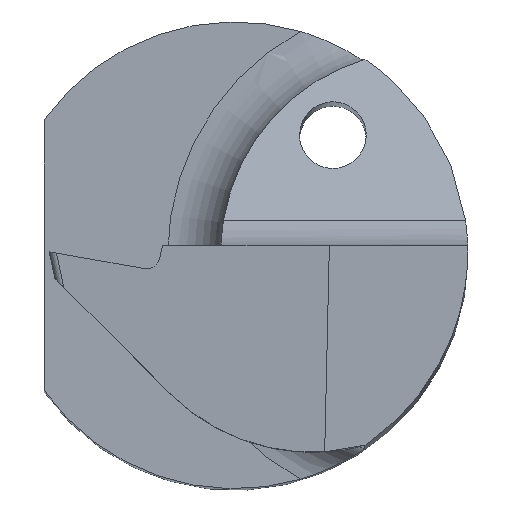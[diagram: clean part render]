
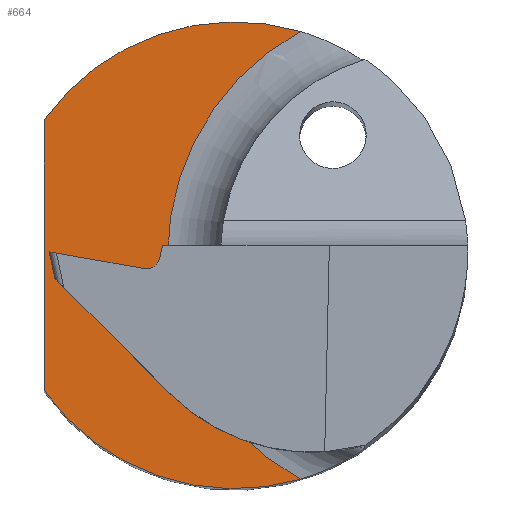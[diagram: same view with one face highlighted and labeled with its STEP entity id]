
A CAD part, top view. The second image highlights one B-rep face of the part: STEP entity #664.
In plain terms, the highlighted planar face has unit normal (0, 0, 1).
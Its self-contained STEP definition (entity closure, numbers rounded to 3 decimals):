
#5 = CARTESIAN_POINT ( 'NONE',  ( 0.325, -0.054, 15. ) ) ;
#19 = EDGE_CURVE ( 'NONE', #104, #857, #726, .T. ) ;
#37 = LINE ( 'NONE', #551, #465 ) ;
#44 = EDGE_CURVE ( 'NONE', #857, #588, #348, .T. ) ;
#80 = FACE_OUTER_BOUND ( 'NONE', #738, .T. ) ;
#83 = VERTEX_POINT ( 'NONE', #172 ) ;
#89 = CARTESIAN_POINT ( 'NONE',  ( 0.99, -3.357, 15. ) ) ;
#94 = DIRECTION ( 'NONE',  ( 0., 1., 0. ) ) ;
#104 = VERTEX_POINT ( 'NONE', #925 ) ;
#133 = ORIENTED_EDGE ( 'NONE', *, *, #858, .F. ) ;
#143 = DIRECTION ( 'NONE',  ( 0., 0., 1. ) ) ;
#158 = EDGE_CURVE ( 'NONE', #83, #104, #335, .T. ) ;
#172 = CARTESIAN_POINT ( 'NONE',  ( -2.85, 2.032, 15. ) ) ;
#202 = DIRECTION ( 'NONE',  ( 0., 0., 1. ) ) ;
#222 = AXIS2_PLACEMENT_3D ( 'NONE', #670, #143, #272 ) ;
#228 = DIRECTION ( 'NONE',  ( 0., 0., -1. ) ) ;
#271 = EDGE_CURVE ( 'NONE', #588, #598, #884, .T. ) ;
#272 = DIRECTION ( 'NONE',  ( -1., 0., 0. ) ) ;
#285 = ORIENTED_EDGE ( 'NONE', *, *, #44, .F. ) ;
#299 = DIRECTION ( 'NONE',  ( 0., 0., 1. ) ) ;
#313 = CARTESIAN_POINT ( 'NONE',  ( -1., 0., 15. ) ) ;
#335 = CIRCLE ( 'NONE', #906, 3.5 ) ;
#348 = CIRCLE ( 'NONE', #923, 3.827 ) ;
#349 = AXIS2_PLACEMENT_3D ( 'NONE', #5, #299, #537 ) ;
#374 = PLANE ( 'NONE',  #349 ) ;
#456 = CARTESIAN_POINT ( 'NONE',  ( 0., 0., 15. ) ) ;
#465 = VECTOR ( 'NONE', #94, 1000. ) ;
#469 = DIRECTION ( 'NONE',  ( -1., 0., 0. ) ) ;
#487 = ORIENTED_EDGE ( 'NONE', *, *, #19, .F. ) ;
#537 = DIRECTION ( 'NONE',  ( -1., 0., 0. ) ) ;
#551 = CARTESIAN_POINT ( 'NONE',  ( -2.85, 2.032, 15. ) ) ;
#588 = VERTEX_POINT ( 'NONE', #89 ) ;
#598 = VERTEX_POINT ( 'NONE', #667 ) ;
#661 = DIRECTION ( 'NONE',  ( -1., 0., 0. ) ) ;
#664 = ADVANCED_FACE ( 'NONE', ( #80 ), #374, .T. ) ;
#667 = CARTESIAN_POINT ( 'NONE',  ( -2.85, -2.032, 15. ) ) ;
#670 = CARTESIAN_POINT ( 'NONE',  ( 2.827, 0., 15. ) ) ;
#675 = ORIENTED_EDGE ( 'NONE', *, *, #158, .F. ) ;
#726 = CIRCLE ( 'NONE', #222, 3.827 ) ;
#738 = EDGE_LOOP ( 'NONE', ( #675, #133, #938, #285, #487 ) ) ;
#752 = DIRECTION ( 'NONE',  ( 0., 0., -1. ) ) ;
#824 = AXIS2_PLACEMENT_3D ( 'NONE', #456, #752, #910 ) ;
#857 = VERTEX_POINT ( 'NONE', #313 ) ;
#858 = EDGE_CURVE ( 'NONE', #598, #83, #37, .T. ) ;
#881 = CARTESIAN_POINT ( 'NONE',  ( 2.827, 0., 15. ) ) ;
#884 = CIRCLE ( 'NONE', #824, 3.5 ) ;
#906 = AXIS2_PLACEMENT_3D ( 'NONE', #977, #228, #469 ) ;
#910 = DIRECTION ( 'NONE',  ( -1., 0., 0. ) ) ;
#923 = AXIS2_PLACEMENT_3D ( 'NONE', #881, #202, #661 ) ;
#925 = CARTESIAN_POINT ( 'NONE',  ( 0.99, 3.357, 15. ) ) ;
#938 = ORIENTED_EDGE ( 'NONE', *, *, #271, .F. ) ;
#977 = CARTESIAN_POINT ( 'NONE',  ( 0., 0., 15. ) ) ;
